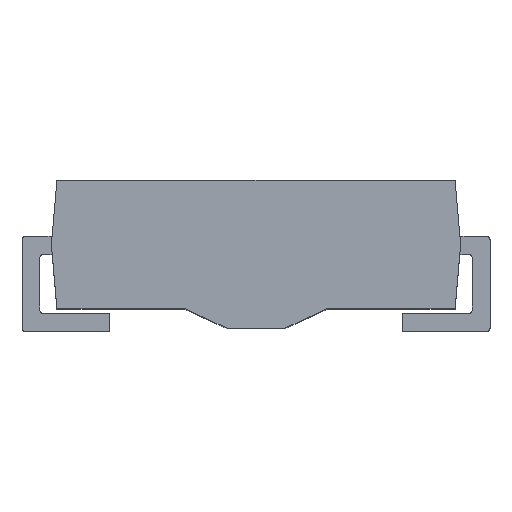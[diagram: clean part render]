
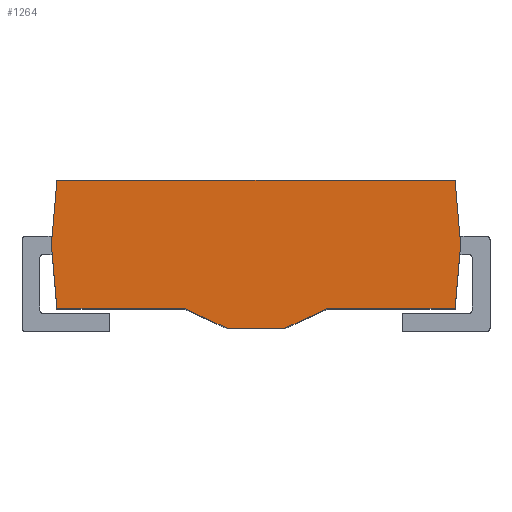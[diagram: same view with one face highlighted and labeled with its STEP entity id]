
A CAD part, top view. The second image highlights one B-rep face of the part: STEP entity #1264.
In plain terms, the highlighted planar face has unit normal (0, 0, 1).
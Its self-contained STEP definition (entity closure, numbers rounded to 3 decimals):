
#54=DIRECTION('',(-1.,0.,0.));
#55=VECTOR('',#54,6.915);
#56=CARTESIAN_POINT('',(3.458,1.31,3.11));
#57=LINE('',#56,#55);
#429=DIRECTION('',(-0.087,0.996,0.));
#430=VECTOR('',#429,1.117);
#431=CARTESIAN_POINT('',(3.555,0.198,3.11));
#432=LINE('',#431,#430);
#433=DIRECTION('',(0.087,0.996,0.));
#434=VECTOR('',#433,1.117);
#435=CARTESIAN_POINT('',(3.458,-0.915,3.11));
#436=LINE('',#435,#434);
#437=DIRECTION('',(1.,0.,0.));
#438=VECTOR('',#437,1.27);
#439=CARTESIAN_POINT('',(2.188,-0.915,3.11));
#440=LINE('',#439,#438);
#441=DIRECTION('',(1.,0.,0.));
#442=VECTOR('',#441,0.941);
#443=CARTESIAN_POINT('',(1.247,-0.915,3.11));
#444=LINE('',#443,#442);
#445=DIRECTION('',(0.908,0.42,0.));
#446=VECTOR('',#445,0.822);
#447=CARTESIAN_POINT('',(0.5,-1.26,3.11));
#448=LINE('',#447,#446);
#449=DIRECTION('',(1.,0.,0.));
#450=VECTOR('',#449,1.);
#451=CARTESIAN_POINT('',(-0.5,-1.26,3.11));
#452=LINE('',#451,#450);
#453=DIRECTION('',(0.908,-0.42,0.));
#454=VECTOR('',#453,0.822);
#455=CARTESIAN_POINT('',(-1.247,-0.915,3.11));
#456=LINE('',#455,#454);
#457=DIRECTION('',(1.,0.,0.));
#458=VECTOR('',#457,0.941);
#459=CARTESIAN_POINT('',(-2.188,-0.915,3.11));
#460=LINE('',#459,#458);
#461=DIRECTION('',(1.,0.,0.));
#462=VECTOR('',#461,1.27);
#463=CARTESIAN_POINT('',(-3.458,-0.915,3.11));
#464=LINE('',#463,#462);
#465=DIRECTION('',(0.087,-0.996,0.));
#466=VECTOR('',#465,1.117);
#467=CARTESIAN_POINT('',(-3.555,0.198,3.11));
#468=LINE('',#467,#466);
#469=DIRECTION('',(-0.087,-0.996,0.));
#470=VECTOR('',#469,1.117);
#471=CARTESIAN_POINT('',(-3.458,1.31,3.11));
#472=LINE('',#471,#470);
#509=CARTESIAN_POINT('',(-2.188,-0.915,3.11));
#510=CARTESIAN_POINT('',(-1.247,-0.915,3.11));
#511=VERTEX_POINT('',#509);
#512=VERTEX_POINT('',#510);
#513=CARTESIAN_POINT('',(1.247,-0.915,3.11));
#514=CARTESIAN_POINT('',(2.188,-0.915,3.11));
#515=VERTEX_POINT('',#513);
#516=VERTEX_POINT('',#514);
#541=CARTESIAN_POINT('',(-0.5,-1.26,3.11));
#542=VERTEX_POINT('',#541);
#543=CARTESIAN_POINT('',(0.5,-1.26,3.11));
#544=VERTEX_POINT('',#543);
#557=CARTESIAN_POINT('',(-3.458,1.31,3.11));
#558=CARTESIAN_POINT('',(-3.555,0.198,3.11));
#559=VERTEX_POINT('',#557);
#560=VERTEX_POINT('',#558);
#561=CARTESIAN_POINT('',(-3.458,-0.915,3.11));
#562=VERTEX_POINT('',#561);
#563=CARTESIAN_POINT('',(3.458,-0.915,3.11));
#564=VERTEX_POINT('',#563);
#565=CARTESIAN_POINT('',(3.555,0.198,3.11));
#566=VERTEX_POINT('',#565);
#567=CARTESIAN_POINT('',(3.458,1.31,3.11));
#568=VERTEX_POINT('',#567);
#1238=CARTESIAN_POINT('',(0.,0.,3.11));
#1239=DIRECTION('',(0.,0.,1.));
#1240=DIRECTION('',(1.,0.,0.));
#1241=AXIS2_PLACEMENT_3D('',#1238,#1239,#1240);
#1242=PLANE('',#1241);
#1243=ORIENTED_EDGE('',*,*,#700,.F.);
#1244=ORIENTED_EDGE('',*,*,#745,.F.);
#1245=ORIENTED_EDGE('',*,*,#773,.F.);
#1247=ORIENTED_EDGE('',*,*,#1246,.F.);
#1249=ORIENTED_EDGE('',*,*,#1248,.F.);
#1251=ORIENTED_EDGE('',*,*,#1250,.F.);
#1253=ORIENTED_EDGE('',*,*,#1252,.F.);
#1255=ORIENTED_EDGE('',*,*,#1254,.F.);
#1257=ORIENTED_EDGE('',*,*,#1256,.F.);
#1259=ORIENTED_EDGE('',*,*,#1258,.F.);
#1260=ORIENTED_EDGE('',*,*,#1229,.F.);
#1261=ORIENTED_EDGE('',*,*,#1211,.F.);
#1262=EDGE_LOOP('',(#1243,#1244,#1245,#1247,#1249,#1251,#1253,#1255,#1257,#1259,
#1260,#1261));
#1263=FACE_OUTER_BOUND('',#1262,.F.);
#700=EDGE_CURVE('',#568,#559,#57,.T.);
#745=EDGE_CURVE('',#566,#568,#432,.T.);
#773=EDGE_CURVE('',#564,#566,#436,.T.);
#1211=EDGE_CURVE('',#559,#560,#472,.T.);
#1229=EDGE_CURVE('',#560,#562,#468,.T.);
#1246=EDGE_CURVE('',#516,#564,#440,.T.);
#1248=EDGE_CURVE('',#515,#516,#444,.T.);
#1250=EDGE_CURVE('',#544,#515,#448,.T.);
#1252=EDGE_CURVE('',#542,#544,#452,.T.);
#1254=EDGE_CURVE('',#512,#542,#456,.T.);
#1256=EDGE_CURVE('',#511,#512,#460,.T.);
#1258=EDGE_CURVE('',#562,#511,#464,.T.);
#1264=ADVANCED_FACE('',(#1263),#1242,.T.);
